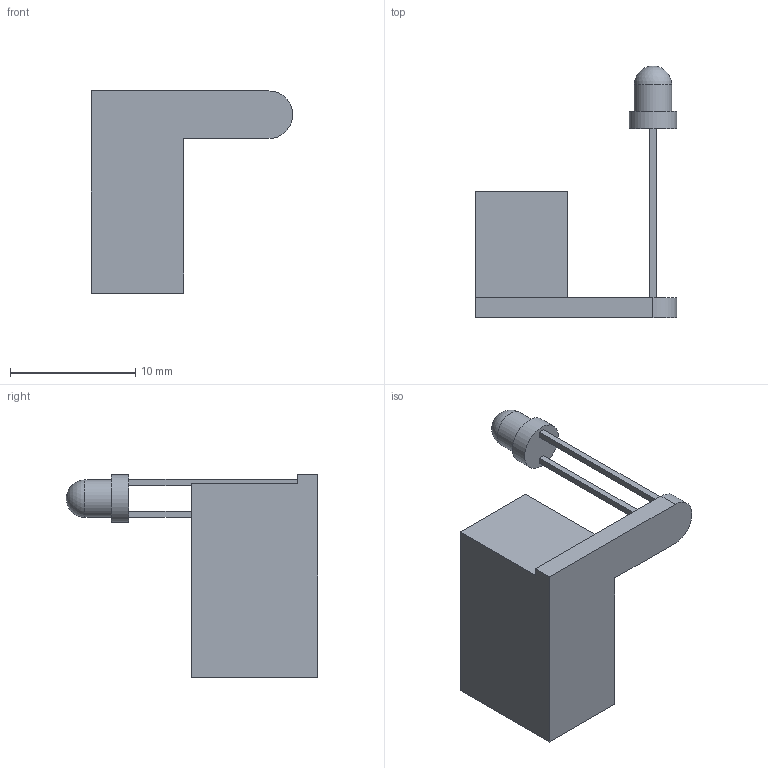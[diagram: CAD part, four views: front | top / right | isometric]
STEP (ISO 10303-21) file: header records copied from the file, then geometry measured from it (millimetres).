
FILE_DESCRIPTION(/* description */ (''),/* implementation_level */ '2;1');
FILE_NAME(/* name */ 'LED.ipt.step',/* time_stamp */ '2020-04-16T23:09:38-04:00',/* author */ ('Jordan'),/* organization */ (''),/* preprocessor_version */ 'ST-DEVELOPER v17',/* originating_system */ 'Autodesk Inventor 2019',/* authorisation */ '');
FILE_SCHEMA (('AUTOMOTIVE_DESIGN { 1 0 10303 214 3 1 1 }'));
Length unit declared in the file: inch
Products named in the file (1): LED
Bounding box: 16.1 x 20.1 x 16.15 mm (x, y, z)
Volume: 1222 mm3; surface area: 1168.2 mm2
Topology: 1 solids, 1 shells, 185 faces, 420 edges, 257 vertices
Faces by surface type: plane 181, cylinder 3, sphere 1
Full cylindrical faces by diameter (mm): 3 x1, 3.8 x1
Entity records: 5221 total; most frequent: CARTESIAN_POINT 862, ORIENTED_EDGE 838, DIRECTION 802, EDGE_CURVE 419, LINE 408, VECTOR 408, VERTEX_POINT 257, EDGE_LOOP 208
